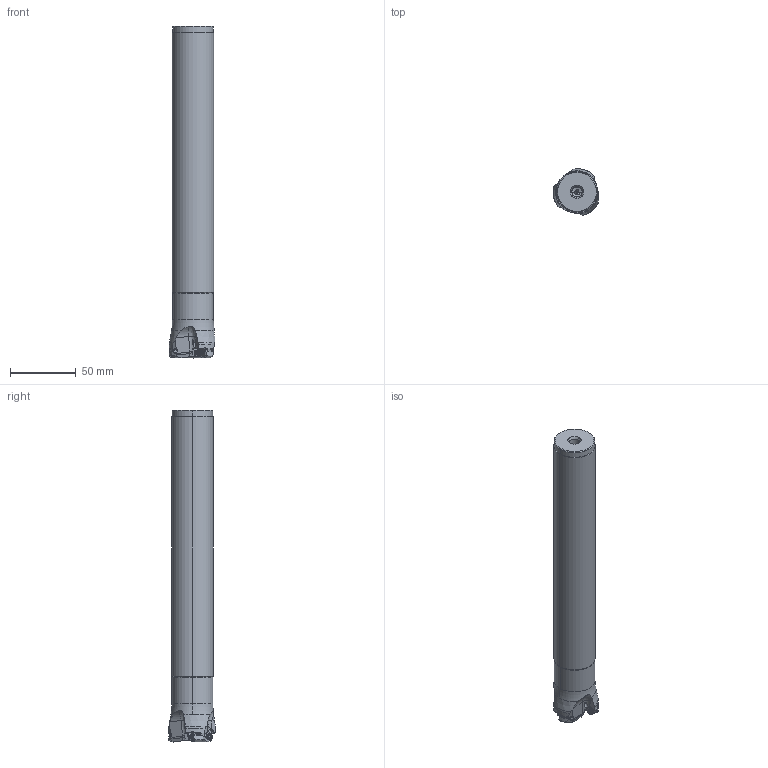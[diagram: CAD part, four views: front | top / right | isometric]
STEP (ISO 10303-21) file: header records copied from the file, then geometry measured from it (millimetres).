
FILE_DESCRIPTION(/* description */ (''),/* implementation_level */ '2;1');
FILE_NAME(/* name */ 'WJX09UR2403SA20L.stp',/* time_stamp */ '2020-10-29T16:34:39+09:00',/* author */ (''),/* organization */ (''),/* preprocessor_version */ 'ST-DEVELOPER v16',/* originating_system */ 'SIEMENS PLM Software NX 10.0',/* authorisation */ '');
FILE_SCHEMA (('AUTOMOTIVE_DESIGN { 1 0 10303 214 3 1 1 1 }'));
Length unit declared in the file: millimetre
Products named in the file (1): WJX09UR2403SA20L_ASM
Bounding box: 34.76 x 35.69 x 253.2 mm (x, y, z)
Volume: 185543.9 mm3; surface area: 33553 mm2
Topology: 4 solids, 4 shells, 392 faces, 1148 edges, 755 vertices
Faces by surface type: cylinder 163, plane 102, cone 45, torus 37, sphere 24, bspline 21
Entity records: 18188 total; most frequent: CARTESIAN_POINT 8009, ORIENTED_EDGE 2264, DIRECTION 2003, EDGE_CURVE 1132, AXIS2_PLACEMENT_3D 847, VERTEX_POINT 749, EDGE_LOOP 405, ADVANCED_FACE 392
